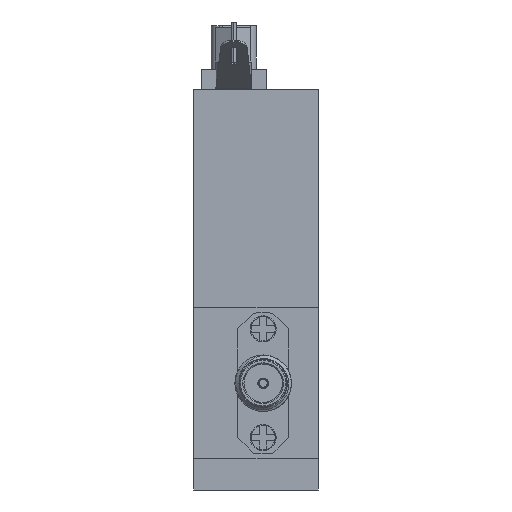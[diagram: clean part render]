
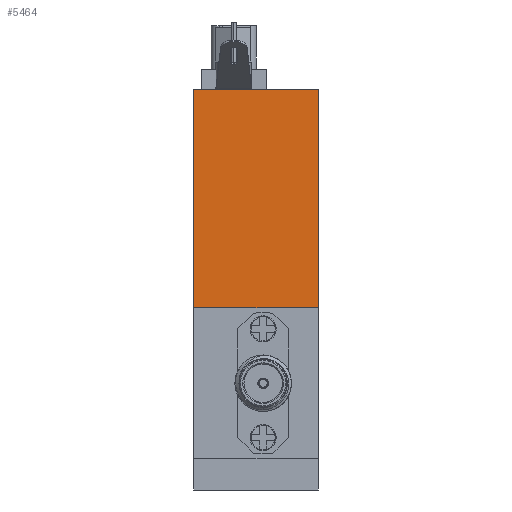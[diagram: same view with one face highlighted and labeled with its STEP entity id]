
A CAD part, left-side view. The second image highlights one B-rep face of the part: STEP entity #5464.
In plain terms, the highlighted planar face has unit normal (-1, 0, 0).
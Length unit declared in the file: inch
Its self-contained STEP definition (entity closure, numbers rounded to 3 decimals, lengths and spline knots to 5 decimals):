
#1238 = DIRECTION ( 'NONE',  ( 0., 0., -1. ) ) ;
#2333 = EDGE_CURVE ( 'NONE', #7055, #6475, #26756, .T. ) ;
#2737 = CARTESIAN_POINT ( 'NONE',  ( -0.84646, 0.55118, -0.07874 ) ) ;
#3209 = CARTESIAN_POINT ( 'NONE',  ( -0.84646, 0.55118, -0.07874 ) ) ;
#3395 = LINE ( 'NONE', #32025, #27401 ) ;
#5464 = ADVANCED_FACE ( 'NONE', ( #12094 ), #32563, .F. ) ;
#5536 = ORIENTED_EDGE ( 'NONE', *, *, #12737, .T. ) ;
#5884 = ORIENTED_EDGE ( 'NONE', *, *, #7251, .F. ) ;
#6002 = ORIENTED_EDGE ( 'NONE', *, *, #2333, .T. ) ;
#6475 = VERTEX_POINT ( 'NONE', #16603 ) ;
#7042 = VECTOR ( 'NONE', #24073, 39.37008 ) ;
#7055 = VERTEX_POINT ( 'NONE', #2737 ) ;
#7145 = VERTEX_POINT ( 'NONE', #22978 ) ;
#7251 = EDGE_CURVE ( 'NONE', #7145, #27387, #3395, .T. ) ;
#7734 = CARTESIAN_POINT ( 'NONE',  ( -0.84646, 0., -0.07874 ) ) ;
#8225 = LINE ( 'NONE', #7734, #10819 ) ;
#8981 = DIRECTION ( 'NONE',  ( 0., 0., 1. ) ) ;
#9055 = DIRECTION ( 'NONE',  ( 0., -1., 0. ) ) ;
#9496 = EDGE_LOOP ( 'NONE', ( #5536, #5884, #22914, #6002 ) ) ;
#9608 = CARTESIAN_POINT ( 'NONE',  ( -0.84646, 0.55118, -0.07874 ) ) ;
#10819 = VECTOR ( 'NONE', #18428, 39.37008 ) ;
#12094 = FACE_OUTER_BOUND ( 'NONE', #9496, .T. ) ;
#12737 = EDGE_CURVE ( 'NONE', #6475, #27387, #8225, .T. ) ;
#13225 = LINE ( 'NONE', #3209, #17918 ) ;
#16603 = CARTESIAN_POINT ( 'NONE',  ( -0.84646, 0., -0.07874 ) ) ;
#17918 = VECTOR ( 'NONE', #8981, 39.37008 ) ;
#18428 = DIRECTION ( 'NONE',  ( 0., 0., 1. ) ) ;
#18693 = CARTESIAN_POINT ( 'NONE',  ( -0.84646, 0.55118, -0.07874 ) ) ;
#19802 = DIRECTION ( 'NONE',  ( 1., 0., 0. ) ) ;
#22914 = ORIENTED_EDGE ( 'NONE', *, *, #25655, .F. ) ;
#22978 = CARTESIAN_POINT ( 'NONE',  ( -0.84646, 0.55118, 0.88583 ) ) ;
#24073 = DIRECTION ( 'NONE',  ( 0., -1., 0. ) ) ;
#25655 = EDGE_CURVE ( 'NONE', #7055, #7145, #13225, .T. ) ;
#25937 = CARTESIAN_POINT ( 'NONE',  ( -0.84646, 0., 0.88583 ) ) ;
#26756 = LINE ( 'NONE', #18693, #7042 ) ;
#27387 = VERTEX_POINT ( 'NONE', #25937 ) ;
#27401 = VECTOR ( 'NONE', #9055, 39.37008 ) ;
#27540 = AXIS2_PLACEMENT_3D ( 'NONE', #9608, #19802, #1238 ) ;
#32025 = CARTESIAN_POINT ( 'NONE',  ( -0.84646, 0.55118, 0.88583 ) ) ;
#32563 = PLANE ( 'NONE',  #27540 ) ;
